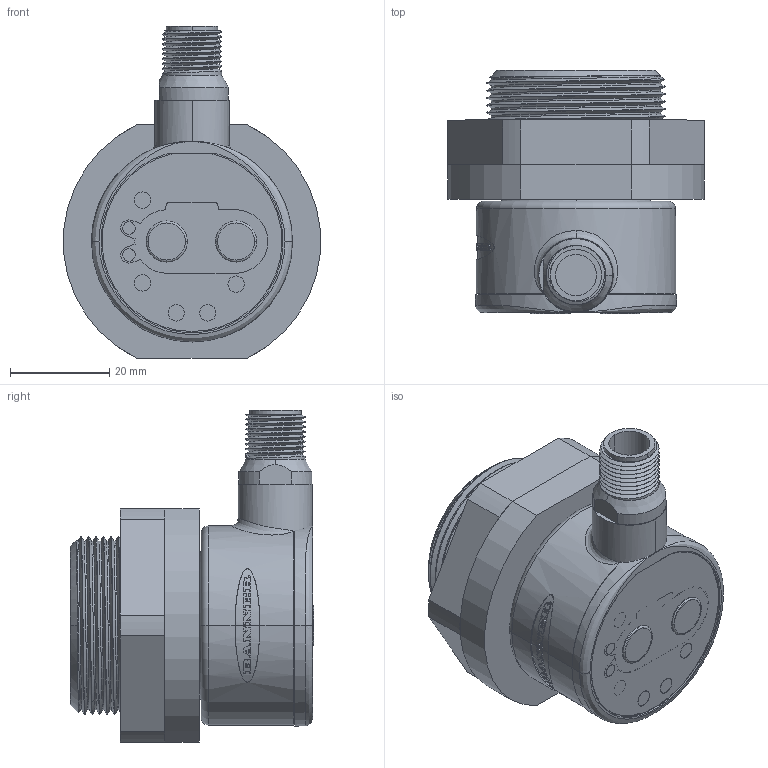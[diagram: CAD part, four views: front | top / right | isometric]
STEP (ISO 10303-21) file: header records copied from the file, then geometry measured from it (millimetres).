
FILE_DESCRIPTION((''),'2;1');
FILE_NAME('194507_ASM','2016-04-20T',('pdmadmin'),(''),'PRO/ENGINEER BY PARAMETRIC TECHNOLOGY CORPORATION, 2016010','PRO/ENGINEER BY PARAMETRIC TECHNOLOGY CORPORATION, 2016010','');
FILE_SCHEMA(('CONFIG_CONTROL_DESIGN'));
Products named in the file (21): 63232_AF0; 53062; 53062_MATCHING_LAYER; 53062_ASM; 70682_AF0_ASM; 33185_AF0; 41089_AF0; 56044_AF0_ASM; 136692; 138667; 137139_FORMED; 137139_DOME; 137139_SPACER; 137139_RETAINER; 137139_ADHESIVE; 137139_FORMED_ASM; 138871_ASM; 119872; 119874; 137141; 194507_ASM
Assembly tree (21 placements, depth 4):
  194507_ASM
    70682_AF0_ASM
      63232_AF0
      53062_ASM
        53062
        53062_MATCHING_LAYER
    56044_AF0_ASM
      33185_AF0
      41089_AF0
    138871_ASM
      136692
      138667
      137139_FORMED_ASM
        137139_FORMED
        137139_DOME  x2
        137139_SPACER
        137139_RETAINER
        137139_ADHESIVE
    119872
    119874
    137141
Bounding box: 51.98 x 49.04 x 66.97 mm (x, y, z)
Volume: 36211.5 mm3; surface area: 49193.1 mm2
Topology: 16 solids, 17 shells, 947 faces, 2473 edges, 1604 vertices
Faces by surface type: cylinder 481, plane 329, bspline 59, cone 35, torus 24, sphere 17, extrusion 2
Entity records: 48958 total; most frequent: CARTESIAN_POINT 26540, ORIENTED_EDGE 4790, DIRECTION 4299, EDGE_CURVE 2397, AXIS2_PLACEMENT_3D 1637, VERTEX_POINT 1566, EDGE_LOOP 1034, VECTOR 1025
